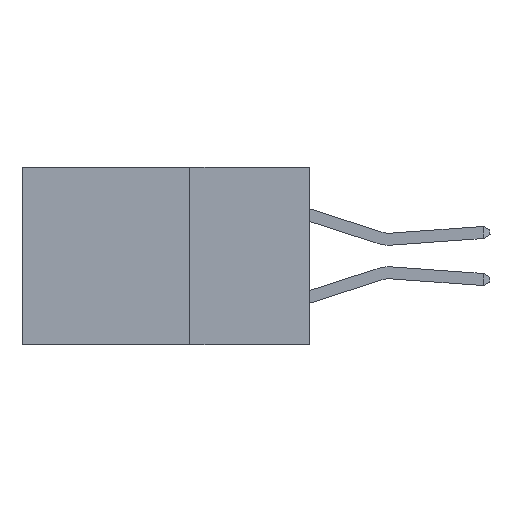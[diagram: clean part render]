
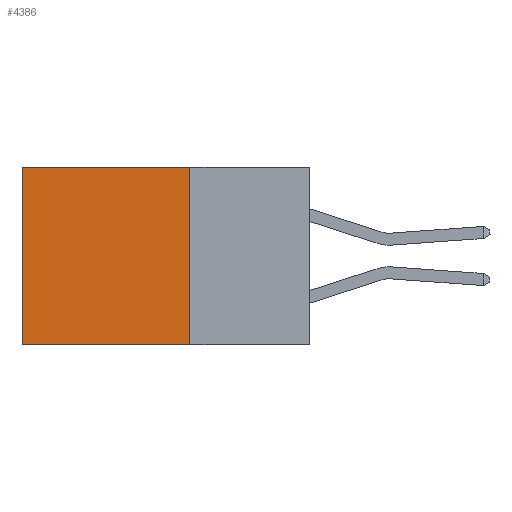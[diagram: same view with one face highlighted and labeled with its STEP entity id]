
A CAD part, left-side view. The second image highlights one B-rep face of the part: STEP entity #4386.
In plain terms, the highlighted planar face has unit normal (-1, 0, 0).
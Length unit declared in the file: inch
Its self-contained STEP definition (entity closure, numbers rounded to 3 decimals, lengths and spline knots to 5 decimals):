
#595 = ORIENTED_EDGE ( 'NONE', *, *, #21154, .F. ) ;
#1161 = EDGE_CURVE ( 'NONE', #6292, #3707, #4206, .T. ) ;
#1254 = CARTESIAN_POINT ( 'NONE',  ( 0.298, 0.25, -0.37 ) ) ;
#1887 = CARTESIAN_POINT ( 'NONE',  ( 0.298, 0.25, 0. ) ) ;
#2634 = CARTESIAN_POINT ( 'NONE',  ( 0.298, 0.6, -0.37 ) ) ;
#3162 = ORIENTED_EDGE ( 'NONE', *, *, #18924, .F. ) ;
#3199 = CARTESIAN_POINT ( 'NONE',  ( 0.298, 0.25, 0. ) ) ;
#3285 = DIRECTION ( 'NONE',  ( 0., 1., 0. ) ) ;
#3288 = DIRECTION ( 'NONE',  ( 0., 0., -1. ) ) ;
#3325 = VECTOR ( 'NONE', #3345, 39.37008 ) ;
#3345 = DIRECTION ( 'NONE',  ( 0., 0., -1. ) ) ;
#3707 = VERTEX_POINT ( 'NONE', #9711 ) ;
#4206 = LINE ( 'NONE', #12499, #19366 ) ;
#4386 = ADVANCED_FACE ( 'NONE', ( #14242 ), #19361, .F. ) ;
#6292 = VERTEX_POINT ( 'NONE', #1887 ) ;
#7382 = CARTESIAN_POINT ( 'NONE',  ( 0.298, 0.6, 0. ) ) ;
#8944 = VECTOR ( 'NONE', #3288, 39.37008 ) ;
#9015 = DIRECTION ( 'NONE',  ( 0., 1., 0. ) ) ;
#9617 = CARTESIAN_POINT ( 'NONE',  ( 0.298, 0.25, -0.37 ) ) ;
#9711 = CARTESIAN_POINT ( 'NONE',  ( 0.298, 0.6, 0. ) ) ;
#9853 = VECTOR ( 'NONE', #3285, 39.37008 ) ;
#11043 = ORIENTED_EDGE ( 'NONE', *, *, #19853, .T. ) ;
#11112 = CARTESIAN_POINT ( 'NONE',  ( 0.298, 0.25, 0. ) ) ;
#12499 = CARTESIAN_POINT ( 'NONE',  ( 0.298, 0.25, 0. ) ) ;
#13656 = VERTEX_POINT ( 'NONE', #9617 ) ;
#13767 = LINE ( 'NONE', #7382, #3325 ) ;
#14242 = FACE_OUTER_BOUND ( 'NONE', #25382, .T. ) ;
#15232 = VERTEX_POINT ( 'NONE', #2634 ) ;
#18861 = LINE ( 'NONE', #11112, #8944 ) ;
#18924 = EDGE_CURVE ( 'NONE', #13656, #15232, #25564, .T. ) ;
#19361 = PLANE ( 'NONE',  #21484 ) ;
#19366 = VECTOR ( 'NONE', #9015, 39.37008 ) ;
#19853 = EDGE_CURVE ( 'NONE', #3707, #15232, #13767, .T. ) ;
#21154 = EDGE_CURVE ( 'NONE', #6292, #13656, #18861, .T. ) ;
#21484 = AXIS2_PLACEMENT_3D ( 'NONE', #3199, #22994, #23021 ) ;
#22994 = DIRECTION ( 'NONE',  ( 1., 0., 0. ) ) ;
#23021 = DIRECTION ( 'NONE',  ( 0., 0., -1. ) ) ;
#23231 = ORIENTED_EDGE ( 'NONE', *, *, #1161, .T. ) ;
#25382 = EDGE_LOOP ( 'NONE', ( #11043, #3162, #595, #23231 ) ) ;
#25564 = LINE ( 'NONE', #1254, #9853 ) ;
